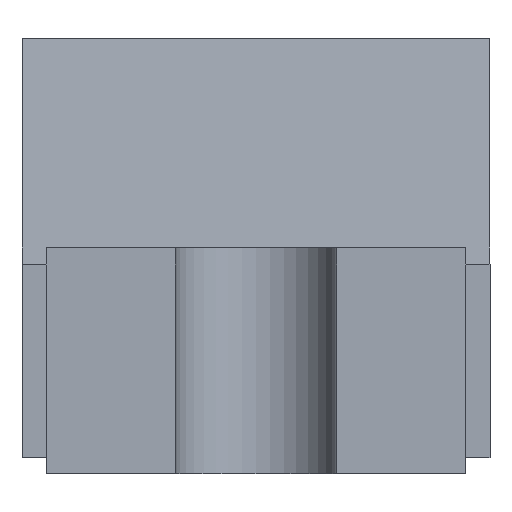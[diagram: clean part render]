
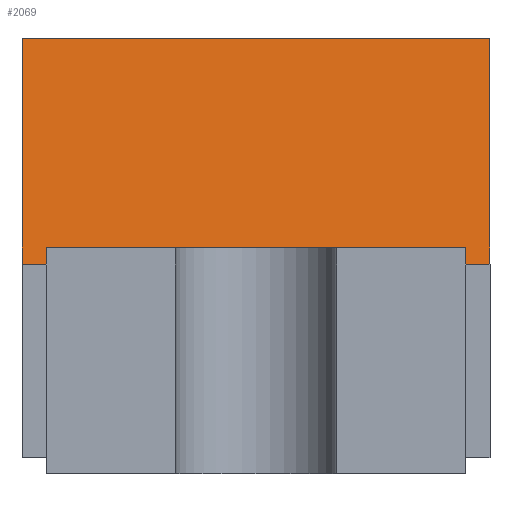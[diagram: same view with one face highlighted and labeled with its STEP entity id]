
A CAD part, front view. The second image highlights one B-rep face of the part: STEP entity #2069.
In plain terms, the highlighted planar face has unit normal (0, -0.991, 0.131).
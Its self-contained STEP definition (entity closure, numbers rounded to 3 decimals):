
#114 = VECTOR ( 'NONE', #1648, 1000. ) ;
#207 = CARTESIAN_POINT ( 'NONE',  ( -0.46, -1.368, 0.631 ) ) ;
#294 = DIRECTION ( 'NONE',  ( 0., -0.131, -0.991 ) ) ;
#307 = FACE_OUTER_BOUND ( 'NONE', #1466, .T. ) ;
#318 = EDGE_CURVE ( 'NONE', #1834, #2072, #854, .T. ) ;
#346 = DIRECTION ( 'NONE',  ( -1., 0., 0. ) ) ;
#409 = AXIS2_PLACEMENT_3D ( 'NONE', #670, #1198, #294 ) ;
#449 = EDGE_CURVE ( 'NONE', #2072, #973, #534, .T. ) ;
#450 = DIRECTION ( 'NONE',  ( 1., 0., 0. ) ) ;
#460 = PLANE ( 'NONE',  #409 ) ;
#467 = VECTOR ( 'NONE', #346, 1000. ) ;
#508 = VECTOR ( 'NONE', #450, 1000. ) ;
#534 = LINE ( 'NONE', #207, #1137 ) ;
#670 = CARTESIAN_POINT ( 'NONE',  ( 0.22, -1.368, 0.631 ) ) ;
#824 = CARTESIAN_POINT ( 'NONE',  ( 0.446, -1.339, 0.85 ) ) ;
#826 = ORIENTED_EDGE ( 'NONE', *, *, #1481, .F. ) ;
#854 = LINE ( 'NONE', #1397, #467 ) ;
#893 = DIRECTION ( 'NONE',  ( 0., -0.131, -0.991 ) ) ;
#935 = CARTESIAN_POINT ( 'NONE',  ( 0.446, -1.339, 0.85 ) ) ;
#973 = VERTEX_POINT ( 'NONE', #1576 ) ;
#1137 = VECTOR ( 'NONE', #893, 1000. ) ;
#1161 = CARTESIAN_POINT ( 'NONE',  ( -0.007, -1.397, 0.412 ) ) ;
#1198 = DIRECTION ( 'NONE',  ( 0., -0.991, 0.131 ) ) ;
#1200 = ORIENTED_EDGE ( 'NONE', *, *, #318, .T. ) ;
#1205 = CARTESIAN_POINT ( 'NONE',  ( -0.46, -1.339, 0.85 ) ) ;
#1242 = VERTEX_POINT ( 'NONE', #2185 ) ;
#1275 = ORIENTED_EDGE ( 'NONE', *, *, #1529, .T. ) ;
#1397 = CARTESIAN_POINT ( 'NONE',  ( 0.22, -1.339, 0.85 ) ) ;
#1466 = EDGE_LOOP ( 'NONE', ( #2005, #1275, #826, #1200 ) ) ;
#1481 = EDGE_CURVE ( 'NONE', #1834, #1242, #1612, .T. ) ;
#1529 = EDGE_CURVE ( 'NONE', #973, #1242, #1714, .T. ) ;
#1576 = CARTESIAN_POINT ( 'NONE',  ( -0.46, -1.397, 0.412 ) ) ;
#1612 = LINE ( 'NONE', #935, #114 ) ;
#1648 = DIRECTION ( 'NONE',  ( 0., -0.131, -0.991 ) ) ;
#1714 = LINE ( 'NONE', #1161, #508 ) ;
#1834 = VERTEX_POINT ( 'NONE', #824 ) ;
#2005 = ORIENTED_EDGE ( 'NONE', *, *, #449, .T. ) ;
#2069 = ADVANCED_FACE ( 'NONE', ( #307 ), #460, .T. ) ;
#2072 = VERTEX_POINT ( 'NONE', #1205 ) ;
#2185 = CARTESIAN_POINT ( 'NONE',  ( 0.446, -1.397, 0.412 ) ) ;
